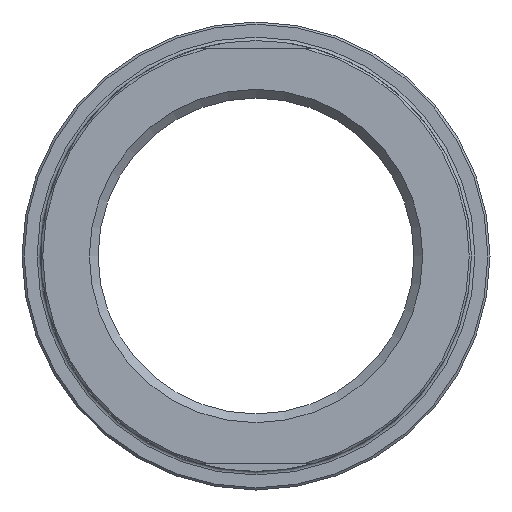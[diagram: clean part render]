
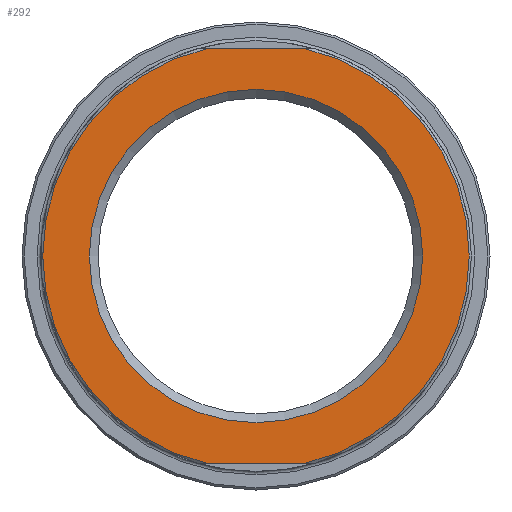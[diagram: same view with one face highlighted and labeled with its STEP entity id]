
A CAD part, left-side view. The second image highlights one B-rep face of the part: STEP entity #292.
In plain terms, the highlighted planar face has unit normal (-1, 0, 0).
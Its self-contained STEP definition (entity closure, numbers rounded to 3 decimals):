
#18=FACE_BOUND('',#66,.T.);
#46=FACE_OUTER_BOUND('',#65,.T.);
#65=EDGE_LOOP('',(#256,#257,#258,#259));
#66=EDGE_LOOP('',(#260));
#71=LINE('',#463,#86);
#75=LINE('',#482,#90);
#86=VECTOR('',#364,10.);
#90=VECTOR('',#374,10.);
#106=CIRCLE('',#328,48.75);
#118=CIRCLE('',#348,48.75);
#119=CIRCLE('',#350,38.113);
#124=VERTEX_POINT('',#458);
#125=VERTEX_POINT('',#462);
#130=VERTEX_POINT('',#477);
#131=VERTEX_POINT('',#481);
#147=VERTEX_POINT('',#537);
#152=EDGE_CURVE('',#125,#124,#71,.T.);
#159=EDGE_CURVE('',#131,#130,#75,.T.);
#168=EDGE_CURVE('',#125,#130,#106,.T.);
#185=EDGE_CURVE('',#131,#124,#118,.T.);
#186=EDGE_CURVE('',#147,#147,#119,.T.);
#256=ORIENTED_EDGE('',*,*,#152,.T.);
#257=ORIENTED_EDGE('',*,*,#185,.F.);
#258=ORIENTED_EDGE('',*,*,#159,.T.);
#259=ORIENTED_EDGE('',*,*,#168,.F.);
#260=ORIENTED_EDGE('',*,*,#186,.F.);
#277=PLANE('',#349);
#292=ADVANCED_FACE('',(#46,#18),#277,.T.);
#328=AXIS2_PLACEMENT_3D('',#499,#391,#392);
#348=AXIS2_PLACEMENT_3D('',#535,#436,#437);
#349=AXIS2_PLACEMENT_3D('',#536,#438,#439);
#350=AXIS2_PLACEMENT_3D('',#538,#440,#441);
#364=DIRECTION('',(0.,1.,0.));
#374=DIRECTION('',(0.,-1.,0.));
#391=DIRECTION('center_axis',(1.,0.,0.));
#392=DIRECTION('ref_axis',(0.,-1.,0.));
#436=DIRECTION('center_axis',(1.,0.,0.));
#437=DIRECTION('ref_axis',(0.,-1.,0.));
#438=DIRECTION('center_axis',(-1.,0.,0.));
#439=DIRECTION('ref_axis',(0.,0.,1.));
#440=DIRECTION('center_axis',(-1.,0.,0.));
#441=DIRECTION('ref_axis',(0.,0.,-1.));
#458=CARTESIAN_POINT('',(-34.,10.969,47.5));
#462=CARTESIAN_POINT('',(-34.,-10.969,47.5));
#463=CARTESIAN_POINT('',(-34.,-9.894,47.5));
#477=CARTESIAN_POINT('',(-34.,-10.969,-47.5));
#481=CARTESIAN_POINT('',(-34.,10.969,-47.5));
#482=CARTESIAN_POINT('',(-34.,60.359,-47.5));
#499=CARTESIAN_POINT('Origin',(-34.,0.,0.));
#535=CARTESIAN_POINT('Origin',(-34.,0.,0.));
#536=CARTESIAN_POINT('Origin',(-34.,49.25,0.));
#537=CARTESIAN_POINT('',(-34.,0.,38.113));
#538=CARTESIAN_POINT('Origin',(-34.,0.,0.));
